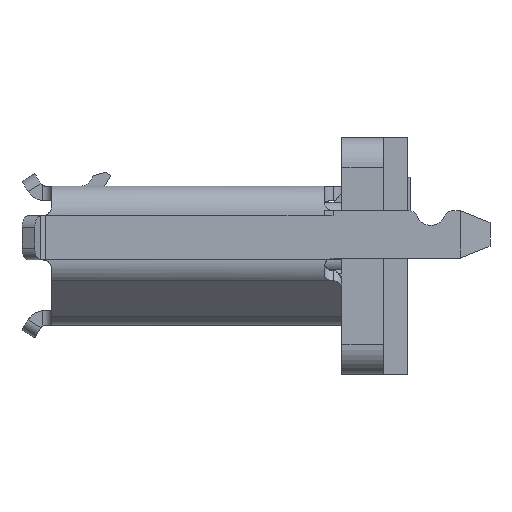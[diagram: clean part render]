
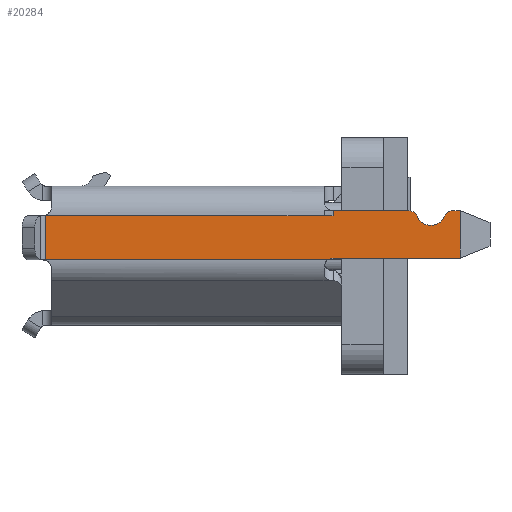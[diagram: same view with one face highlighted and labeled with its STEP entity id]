
A CAD part, left-side view. The second image highlights one B-rep face of the part: STEP entity #20284.
In plain terms, the highlighted face is planar.
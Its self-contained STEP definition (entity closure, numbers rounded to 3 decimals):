
#387=LINE('',#26375,#2124);
#388=LINE('',#26377,#2125);
#389=LINE('',#26379,#2126);
#390=LINE('',#26381,#2127);
#391=LINE('',#26383,#2128);
#392=LINE('',#26385,#2129);
#393=LINE('',#26389,#2130);
#394=LINE('',#26391,#2131);
#395=LINE('',#26393,#2132);
#2124=VECTOR('',#22301,1000.);
#2125=VECTOR('',#22302,1000.);
#2126=VECTOR('',#22303,1000.);
#2127=VECTOR('',#22304,1000.);
#2128=VECTOR('',#22305,1000.);
#2129=VECTOR('',#22306,1000.);
#2130=VECTOR('',#22309,1000.);
#2131=VECTOR('',#22310,1000.);
#2132=VECTOR('',#22311,1000.);
#3865=ORIENTED_EDGE('',*,*,#8323,.F.);
#3866=ORIENTED_EDGE('',*,*,#8324,.T.);
#3867=ORIENTED_EDGE('',*,*,#8325,.T.);
#3868=ORIENTED_EDGE('',*,*,#8326,.T.);
#3869=ORIENTED_EDGE('',*,*,#8327,.T.);
#3870=ORIENTED_EDGE('',*,*,#8328,.F.);
#3871=ORIENTED_EDGE('',*,*,#8329,.T.);
#3872=ORIENTED_EDGE('',*,*,#8330,.T.);
#3873=ORIENTED_EDGE('',*,*,#8331,.T.);
#3874=ORIENTED_EDGE('',*,*,#8332,.T.);
#3875=ORIENTED_EDGE('',*,*,#8333,.T.);
#3876=ORIENTED_EDGE('',*,*,#8334,.T.);
#3877=ORIENTED_EDGE('',*,*,#8335,.T.);
#8323=EDGE_CURVE('',#10552,#10553,#11994,.T.);
#8324=EDGE_CURVE('',#10552,#10554,#11995,.T.);
#8325=EDGE_CURVE('',#10554,#10555,#387,.T.);
#8326=EDGE_CURVE('',#10555,#10556,#388,.T.);
#8327=EDGE_CURVE('',#10556,#10557,#389,.T.);
#8328=EDGE_CURVE('',#10558,#10557,#390,.T.);
#8329=EDGE_CURVE('',#10558,#10559,#391,.T.);
#8330=EDGE_CURVE('',#10559,#10560,#392,.T.);
#8331=EDGE_CURVE('',#10560,#10561,#11996,.T.);
#8332=EDGE_CURVE('',#10561,#10562,#393,.T.);
#8333=EDGE_CURVE('',#10562,#10563,#394,.T.);
#8334=EDGE_CURVE('',#10563,#10564,#395,.T.);
#8335=EDGE_CURVE('',#10564,#10553,#11997,.T.);
#10552=VERTEX_POINT('',#26371);
#10553=VERTEX_POINT('',#26372);
#10554=VERTEX_POINT('',#26374);
#10555=VERTEX_POINT('',#26376);
#10556=VERTEX_POINT('',#26378);
#10557=VERTEX_POINT('',#26380);
#10558=VERTEX_POINT('',#26382);
#10559=VERTEX_POINT('',#26384);
#10560=VERTEX_POINT('',#26386);
#10561=VERTEX_POINT('',#26388);
#10562=VERTEX_POINT('',#26390);
#10563=VERTEX_POINT('',#26392);
#10564=VERTEX_POINT('',#26394);
#11994=CIRCLE('',#21115,0.25);
#11995=CIRCLE('',#21116,0.15);
#11996=CIRCLE('',#21117,0.15);
#11997=CIRCLE('',#21118,0.15);
#12371=EDGE_LOOP('',(#3865,#3866,#3867,#3868,#3869,#3870,#3871,#3872,#3873,
#3874,#3875,#3876,#3877));
#13206=FACE_BOUND('',#12371,.T.);
#14041=PLANE('',#21114);
#20284=ADVANCED_FACE('',(#13206),#14041,.T.);
#21114=AXIS2_PLACEMENT_3D('',#26369,#22295,#22296);
#21115=AXIS2_PLACEMENT_3D('',#26370,#22297,#22298);
#21116=AXIS2_PLACEMENT_3D('',#26373,#22299,#22300);
#21117=AXIS2_PLACEMENT_3D('',#26387,#22307,#22308);
#21118=AXIS2_PLACEMENT_3D('',#26395,#22312,#22313);
#22295=DIRECTION('',(1.,0.,0.));
#22296=DIRECTION('',(0.,1.,0.));
#22297=DIRECTION('',(1.,0.,0.));
#22298=DIRECTION('',(0.,0.,-1.));
#22299=DIRECTION('',(1.,0.,0.));
#22300=DIRECTION('',(0.,0.,-1.));
#22301=DIRECTION('',(0.,0.,1.));
#22302=DIRECTION('',(0.,-1.,0.));
#22303=DIRECTION('',(0.,0.,1.));
#22304=DIRECTION('',(0.,0.,-1.));
#22305=DIRECTION('',(0.,-1.,0.));
#22306=DIRECTION('',(0.,0.,-1.));
#22307=DIRECTION('',(-1.,0.,0.));
#22308=DIRECTION('',(0.,0.,-1.));
#22309=DIRECTION('',(0.,0.,-1.));
#22310=DIRECTION('',(0.,1.,0.));
#22311=DIRECTION('',(0.,0.,1.));
#22312=DIRECTION('',(1.,0.,0.));
#22313=DIRECTION('',(0.,0.,-1.));
#26369=CARTESIAN_POINT('',(3.7,0.624,-3.803));
#26370=CARTESIAN_POINT('',(3.7,1.04,-6.4));
#26371=CARTESIAN_POINT('',(3.7,0.946,-6.168));
#26372=CARTESIAN_POINT('',(3.7,0.946,-6.632));
#26373=CARTESIAN_POINT('',(3.7,0.89,-6.029));
#26374=CARTESIAN_POINT('',(3.7,1.04,-6.029));
#26375=CARTESIAN_POINT('',(3.7,1.04,-3.803));
#26376=CARTESIAN_POINT('',(3.7,1.04,-4.75));
#26377=CARTESIAN_POINT('',(3.7,0.624,-4.75));
#26378=CARTESIAN_POINT('',(3.7,0.955,-4.75));
#26379=CARTESIAN_POINT('',(3.7,0.955,-3.803));
#26380=CARTESIAN_POINT('',(3.7,0.955,-4.6));
#26381=CARTESIAN_POINT('',(3.7,0.955,-4.849));
#26382=CARTESIAN_POINT('',(3.7,0.955,0.109));
#26383=CARTESIAN_POINT('',(3.7,0.955,0.109));
#26384=CARTESIAN_POINT('',(3.7,0.209,0.109));
#26385=CARTESIAN_POINT('',(3.7,0.209,-3.803));
#26386=CARTESIAN_POINT('',(3.7,0.209,-4.658));
#26387=CARTESIAN_POINT('',(3.7,0.09,-4.75));
#26388=CARTESIAN_POINT('',(3.7,0.24,-4.75));
#26389=CARTESIAN_POINT('',(3.7,0.24,-3.803));
#26390=CARTESIAN_POINT('',(3.7,0.24,-6.9));
#26391=CARTESIAN_POINT('',(3.7,0.84,-6.9));
#26392=CARTESIAN_POINT('',(3.7,1.04,-6.9));
#26393=CARTESIAN_POINT('',(3.7,1.04,-3.803));
#26394=CARTESIAN_POINT('',(3.7,1.04,-6.771));
#26395=CARTESIAN_POINT('',(3.7,0.89,-6.771));
